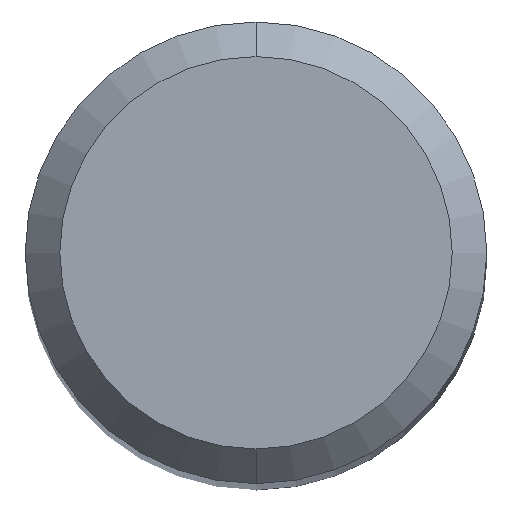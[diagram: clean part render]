
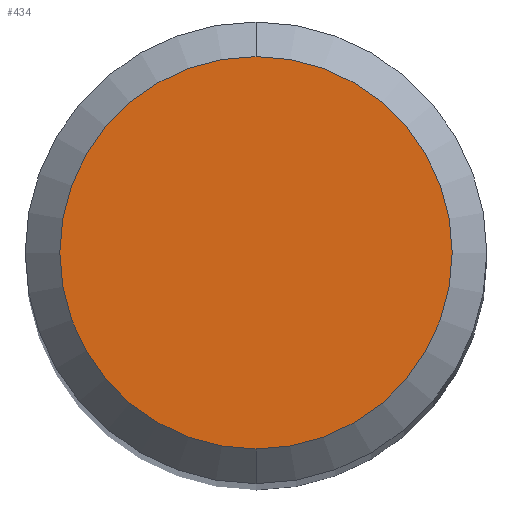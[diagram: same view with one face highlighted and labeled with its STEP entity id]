
A CAD part, top view. The second image highlights one B-rep face of the part: STEP entity #434.
In plain terms, the highlighted planar face has unit normal (0, 0, 1).
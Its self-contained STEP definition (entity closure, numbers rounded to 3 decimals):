
#180=EDGE_CURVE('',#386,#316,#475,.T.);
#218=EDGE_CURVE('',#316,#386,#517,.T.);
#316=VERTEX_POINT('',#629);
#386=VERTEX_POINT('',#704);
#434=ADVANCED_FACE('',(#755),#756,.T.);
#475=CIRCLE('',#795,1.7);
#517=CIRCLE('',#851,1.7);
#629=CARTESIAN_POINT('',(0.,-1.7,0.0));
#704=CARTESIAN_POINT('',(0.0,1.7,0.0));
#755=FACE_OUTER_BOUND('',#1342,.T.);
#756=PLANE('',#1343);
#795=AXIS2_PLACEMENT_3D('',#1407,#1408,#1409);
#851=AXIS2_PLACEMENT_3D('',#1456,#1457,#1458);
#1342=EDGE_LOOP('',(#1718,#1719));
#1343=AXIS2_PLACEMENT_3D('',#1720,#1721,#1722);
#1407=CARTESIAN_POINT('',(0.0,0.0,0.0));
#1408=DIRECTION('',(0.0,0.0,-1.0));
#1409=DIRECTION('',(0.0,1.0,0.0));
#1456=CARTESIAN_POINT('',(0.0,0.0,0.0));
#1457=DIRECTION('',(0.0,0.0,-1.0));
#1458=DIRECTION('',(0.0,1.0,0.0));
#1718=ORIENTED_EDGE('',*,*,#180,.F.);
#1719=ORIENTED_EDGE('',*,*,#218,.F.);
#1720=CARTESIAN_POINT('',(0.0,0.85,0.0));
#1721=DIRECTION('',(-0.0,0.0,1.0));
#1722=DIRECTION('',(0.0,-1.0,0.0));
